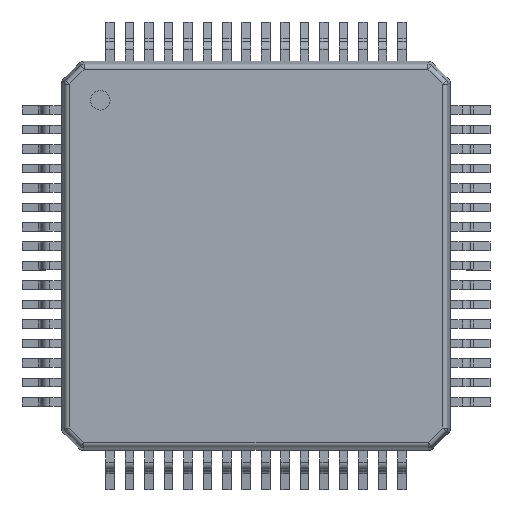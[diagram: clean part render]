
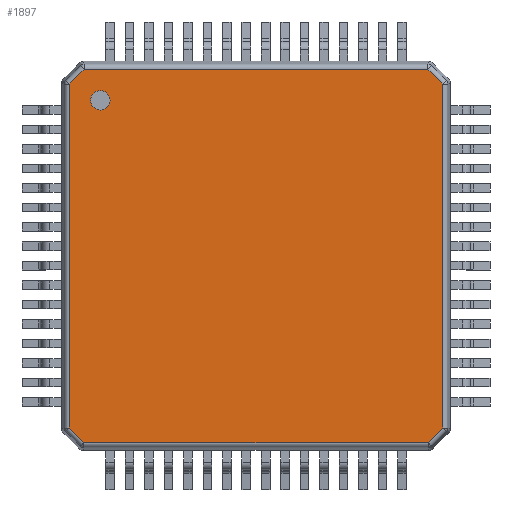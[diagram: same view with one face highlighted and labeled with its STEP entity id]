
A CAD part, top view. The second image highlights one B-rep face of the part: STEP entity #1897.
In plain terms, the highlighted face is planar.
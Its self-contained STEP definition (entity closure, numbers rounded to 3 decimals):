
#29=CARTESIAN_POINT('',(-4.,0.438,-4.));
#30=DIRECTION('',(0.,1.,0.));
#31=DIRECTION('',(1.,0.,0.));
#32=AXIS2_PLACEMENT_3D('',#29,#30,#31);
#38=CARTESIAN_POINT('',(-4.,0.438,-4.));
#39=DIRECTION('',(0.,1.,0.));
#40=DIRECTION('',(-1.,0.,0.));
#41=AXIS2_PLACEMENT_3D('',#38,#39,#40);
#46=DIRECTION('',(0.,0.,1.));
#47=VECTOR('',#46,8.842);
#48=CARTESIAN_POINT('',(-4.804,0.438,-4.419));
#49=LINE('',#48,#47);
#168=DIRECTION('',(-0.707,0.,-0.707));
#169=VECTOR('',#168,0.539);
#170=CARTESIAN_POINT('',(-4.423,0.438,4.804));
#171=LINE('',#170,#169);
#199=DIRECTION('',(1.,0.,0.));
#200=VECTOR('',#199,8.846);
#201=CARTESIAN_POINT('',(-4.423,0.438,4.804));
#202=LINE('',#201,#200);
#244=DIRECTION('',(-0.707,0.,0.707));
#245=VECTOR('',#244,0.539);
#246=CARTESIAN_POINT('',(4.804,0.438,4.423));
#247=LINE('',#246,#245);
#352=DIRECTION('',(0.,0.,-1.));
#353=VECTOR('',#352,8.842);
#354=CARTESIAN_POINT('',(4.804,0.438,4.423));
#355=LINE('',#354,#353);
#397=DIRECTION('',(0.707,0.,0.707));
#398=VECTOR('',#397,0.545);
#399=CARTESIAN_POINT('',(4.419,0.438,-4.804));
#400=LINE('',#399,#398);
#505=DIRECTION('',(-1.,0.,0.));
#506=VECTOR('',#505,8.838);
#507=CARTESIAN_POINT('',(4.419,0.438,-4.804));
#508=LINE('',#507,#506);
#550=DIRECTION('',(0.707,0.,-0.707));
#551=VECTOR('',#550,0.545);
#552=CARTESIAN_POINT('',(-4.804,0.438,-4.419));
#553=LINE('',#552,#551);
#1636=CARTESIAN_POINT('',(-4.804,0.438,-4.419));
#1637=CARTESIAN_POINT('',(-4.804,0.438,4.423));
#1638=VERTEX_POINT('',#1636);
#1639=VERTEX_POINT('',#1637);
#1648=CARTESIAN_POINT('',(-4.419,0.438,-4.804));
#1649=VERTEX_POINT('',#1648);
#1650=CARTESIAN_POINT('',(4.419,0.438,-4.804));
#1651=VERTEX_POINT('',#1650);
#1660=CARTESIAN_POINT('',(4.804,0.438,-4.419));
#1661=VERTEX_POINT('',#1660);
#1662=CARTESIAN_POINT('',(4.804,0.438,4.423));
#1663=VERTEX_POINT('',#1662);
#1672=CARTESIAN_POINT('',(4.423,0.438,4.804));
#1673=VERTEX_POINT('',#1672);
#1674=CARTESIAN_POINT('',(-4.423,0.438,4.804));
#1675=VERTEX_POINT('',#1674);
#1800=CARTESIAN_POINT('',(-3.75,0.438,-4.));
#1801=CARTESIAN_POINT('',(-4.25,0.438,-4.));
#1802=VERTEX_POINT('',#1800);
#1803=VERTEX_POINT('',#1801);
#1868=CARTESIAN_POINT('',(0.,0.438,0.));
#1869=DIRECTION('',(0.,1.,0.));
#1870=DIRECTION('',(1.,0.,0.));
#1871=AXIS2_PLACEMENT_3D('',#1868,#1869,#1870);
#1872=PLANE('',#1871);
#1874=ORIENTED_EDGE('',*,*,#1873,.F.);
#1876=ORIENTED_EDGE('',*,*,#1875,.T.);
#1878=ORIENTED_EDGE('',*,*,#1877,.F.);
#1880=ORIENTED_EDGE('',*,*,#1879,.T.);
#1882=ORIENTED_EDGE('',*,*,#1881,.F.);
#1884=ORIENTED_EDGE('',*,*,#1883,.T.);
#1886=ORIENTED_EDGE('',*,*,#1885,.F.);
#1888=ORIENTED_EDGE('',*,*,#1887,.T.);
#1889=EDGE_LOOP('',(#1874,#1876,#1878,#1880,#1882,#1884,#1886,#1888));
#1890=FACE_OUTER_BOUND('',#1889,.F.);
#1892=ORIENTED_EDGE('',*,*,#1891,.T.);
#1894=ORIENTED_EDGE('',*,*,#1893,.T.);
#1895=EDGE_LOOP('',(#1892,#1894));
#1896=FACE_BOUND('',#1895,.F.);
#1897=ADVANCED_FACE('',(#1890,#1896),#1872,.T.);
#33=CIRCLE('',#32,0.25);
#42=CIRCLE('',#41,0.25);
#1873=EDGE_CURVE('',#1638,#1639,#49,.T.);
#1875=EDGE_CURVE('',#1638,#1649,#553,.T.);
#1877=EDGE_CURVE('',#1651,#1649,#508,.T.);
#1879=EDGE_CURVE('',#1651,#1661,#400,.T.);
#1881=EDGE_CURVE('',#1663,#1661,#355,.T.);
#1883=EDGE_CURVE('',#1663,#1673,#247,.T.);
#1885=EDGE_CURVE('',#1675,#1673,#202,.T.);
#1887=EDGE_CURVE('',#1675,#1639,#171,.T.);
#1891=EDGE_CURVE('',#1802,#1803,#33,.T.);
#1893=EDGE_CURVE('',#1803,#1802,#42,.T.);
